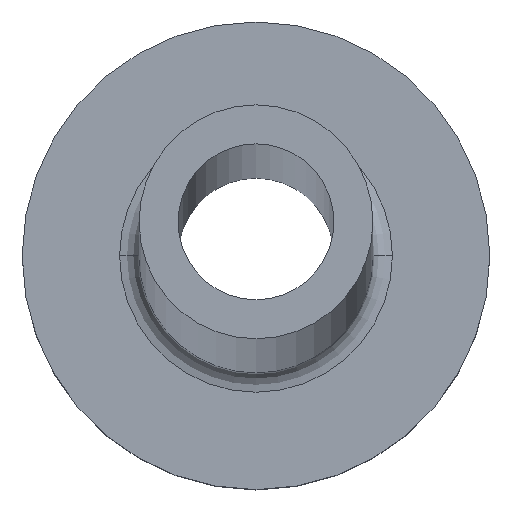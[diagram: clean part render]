
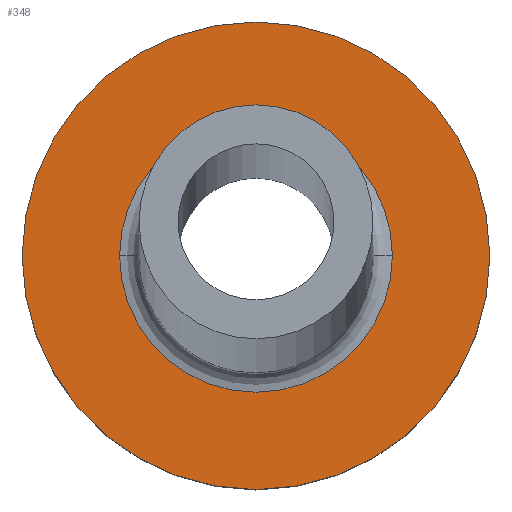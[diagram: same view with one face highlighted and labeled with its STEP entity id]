
A CAD part, top view. The second image highlights one B-rep face of the part: STEP entity #348.
In plain terms, the highlighted planar face has unit normal (0, 0, 1).
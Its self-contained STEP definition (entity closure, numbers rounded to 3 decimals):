
#2 = VERTEX_POINT ( 'NONE', #155 ) ;
#14 = CARTESIAN_POINT ( 'NONE',  ( 3.5, 0., 5. ) ) ;
#16 = DIRECTION ( 'NONE',  ( 1., 0., 0. ) ) ;
#23 = CARTESIAN_POINT ( 'NONE',  ( 0., 0., 5. ) ) ;
#37 = PLANE ( 'NONE',  #249 ) ;
#41 = VERTEX_POINT ( 'NONE', #14 ) ;
#48 = EDGE_CURVE ( 'NONE', #136, #189, #345, .T. ) ;
#57 = DIRECTION ( 'NONE',  ( 1., 0., 0. ) ) ;
#58 = FACE_BOUND ( 'NONE', #92, .T. ) ;
#69 = CIRCLE ( 'NONE', #146, 6. ) ;
#87 = FACE_OUTER_BOUND ( 'NONE', #265, .T. ) ;
#92 = EDGE_LOOP ( 'NONE', ( #381, #105 ) ) ;
#105 = ORIENTED_EDGE ( 'NONE', *, *, #152, .T. ) ;
#111 = AXIS2_PLACEMENT_3D ( 'NONE', #368, #113, #16 ) ;
#113 = DIRECTION ( 'NONE',  ( 0., 0., -1. ) ) ;
#120 = DIRECTION ( 'NONE',  ( 1., 0., 0. ) ) ;
#123 = DIRECTION ( 'NONE',  ( 0., 0., 1. ) ) ;
#128 = DIRECTION ( 'NONE',  ( 0., 0., 1. ) ) ;
#130 = ORIENTED_EDGE ( 'NONE', *, *, #48, .T. ) ;
#136 = VERTEX_POINT ( 'NONE', #219 ) ;
#146 = AXIS2_PLACEMENT_3D ( 'NONE', #23, #123, #57 ) ;
#152 = EDGE_CURVE ( 'NONE', #2, #41, #180, .T. ) ;
#155 = CARTESIAN_POINT ( 'NONE',  ( -3.5, 0., 5. ) ) ;
#160 = AXIS2_PLACEMENT_3D ( 'NONE', #173, #374, #120 ) ;
#173 = CARTESIAN_POINT ( 'NONE',  ( 0., 0., 5. ) ) ;
#180 = CIRCLE ( 'NONE', #111, 3.5 ) ;
#183 = EDGE_CURVE ( 'NONE', #189, #136, #69, .T. ) ;
#189 = VERTEX_POINT ( 'NONE', #206 ) ;
#195 = CARTESIAN_POINT ( 'NONE',  ( 0., 0., 5. ) ) ;
#206 = CARTESIAN_POINT ( 'NONE',  ( 6., 0., 5. ) ) ;
#207 = CARTESIAN_POINT ( 'NONE',  ( 0., 0., 5. ) ) ;
#219 = CARTESIAN_POINT ( 'NONE',  ( -6., 0., 5. ) ) ;
#237 = CIRCLE ( 'NONE', #160, 3.5 ) ;
#246 = DIRECTION ( 'NONE',  ( 0., 0., 1. ) ) ;
#249 = AXIS2_PLACEMENT_3D ( 'NONE', #207, #128, #328 ) ;
#265 = EDGE_LOOP ( 'NONE', ( #130, #356 ) ) ;
#267 = AXIS2_PLACEMENT_3D ( 'NONE', #195, #246, #366 ) ;
#314 = EDGE_CURVE ( 'NONE', #41, #2, #237, .T. ) ;
#328 = DIRECTION ( 'NONE',  ( 1., 0., 0. ) ) ;
#345 = CIRCLE ( 'NONE', #267, 6. ) ;
#348 = ADVANCED_FACE ( 'NONE', ( #58, #87 ), #37, .T. ) ;
#356 = ORIENTED_EDGE ( 'NONE', *, *, #183, .T. ) ;
#366 = DIRECTION ( 'NONE',  ( 1., 0., 0. ) ) ;
#368 = CARTESIAN_POINT ( 'NONE',  ( 0., 0., 5. ) ) ;
#374 = DIRECTION ( 'NONE',  ( 0., 0., -1. ) ) ;
#381 = ORIENTED_EDGE ( 'NONE', *, *, #314, .T. ) ;
